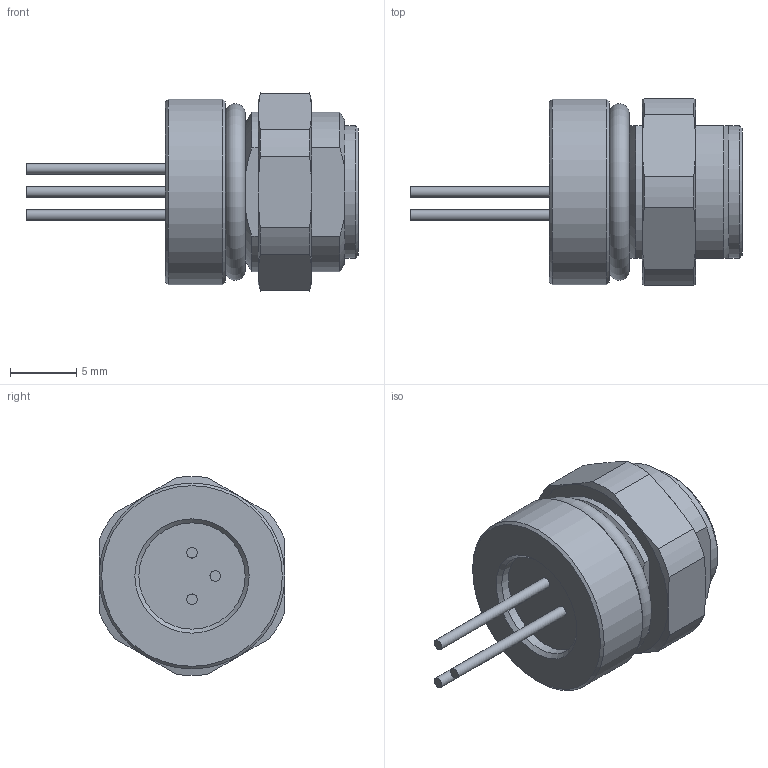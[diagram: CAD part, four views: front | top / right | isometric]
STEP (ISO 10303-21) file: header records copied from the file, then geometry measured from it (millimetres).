
FILE_DESCRIPTION(/* description */ (''),/* implementation_level */ '2;1');
FILE_NAME(/* name */ '09_3412_XXX_03_002_04.stp',/* time_stamp */ '2013-08-28T11:48:01+02:00',/* author */ (''),/* organization */ (''),/* preprocessor_version */ 'ST-DEVELOPER v14',/* originating_system */ 'SIEMENS PLM Software NX 8.0',/* authorisation */ '');
FILE_SCHEMA (('AUTOMOTIVE_DESIGN { 1 0 10303 214 3 1 1 1 }'));
Length unit declared in the file: millimetre
Products named in the file (1): kbor0EE8F09F8blx
Bounding box: 25 x 14 x 14.98 mm (x, y, z)
Volume: 1820.4 mm3; surface area: 1453.5 mm2
Topology: 1 solids, 1 shells, 105 faces, 245 edges, 162 vertices
Faces by surface type: plane 32, cone 30, cylinder 23, extrusion 12, bspline 6, torus 2
Full cylindrical faces by diameter (mm): 0.8 x3, 1.05 x3, 5.65 x1, 6.8 x1, 8 x1, 8.1 x2, 10 x1, 14 x1
Entity records: 3351 total; most frequent: CARTESIAN_POINT 1224, DIRECTION 395, ORIENTED_EDGE 394, EDGE_CURVE 197, AXIS2_PLACEMENT_3D 172, EDGE_LOOP 155, VERTEX_POINT 147, ADVANCED_FACE 105
